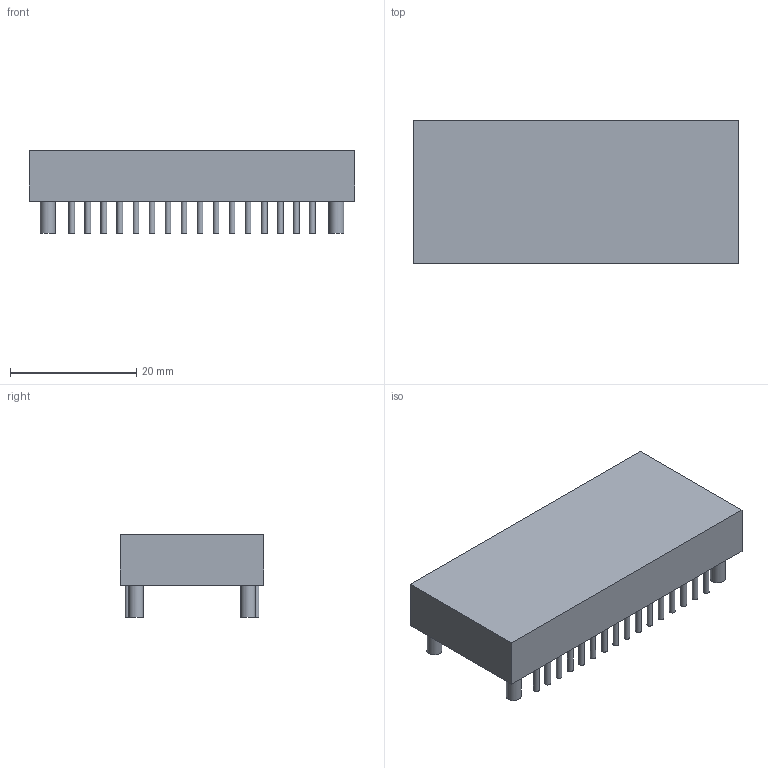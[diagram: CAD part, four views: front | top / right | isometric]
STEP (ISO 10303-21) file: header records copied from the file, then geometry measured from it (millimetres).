
FILE_DESCRIPTION(('FreeCAD Model'),'2;1');
FILE_NAME('288164.1.4.stp','2020-04-08T07:22:34',( 'Author'),(''),'Open CASCADE STEP processor 6.9','FreeCAD','Unknown' );
FILE_SCHEMA(('AUTOMOTIVE_DESIGN { 1 0 10303 214 1 1 1 1 }'));
Length unit declared in the file: millimetre
Products named in the file (3): ASSEMBLY; Body; Leads
Assembly tree (33 placements, depth 2):
  ASSEMBLY
    Body
    Leads  x32
Bounding box: 51.6 x 22.8 x 13.1 mm (x, y, z)
Volume: 15191.2 mm3; surface area: 23672.5 mm2
Topology: 1025 solids, 1025 shells, 3078 faces, 3084 edges, 2056 vertices
Faces by surface type: plane 2054, cylinder 1024
Full cylindrical faces by diameter (mm): 0.91 x896, 2.34 x128
Entity records: 3851 total; most frequent: DIRECTION 660, CARTESIAN_POINT 532, ORIENTED_EDGE 216, PCURVE 216, DEFINITIONAL_REPRESENTATION 216, AXIS2_PLACEMENT_3D 200, LINE 196, VECTOR 196
